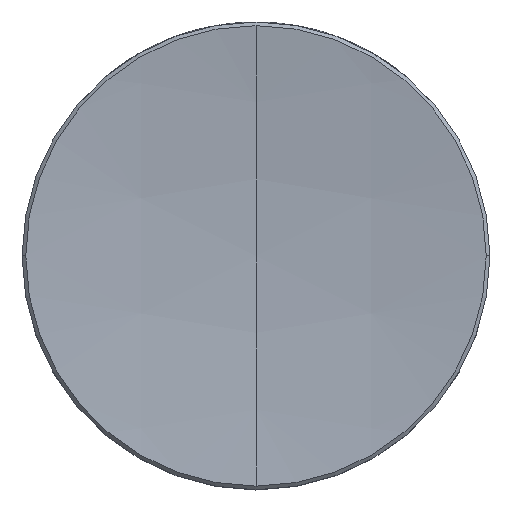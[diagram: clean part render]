
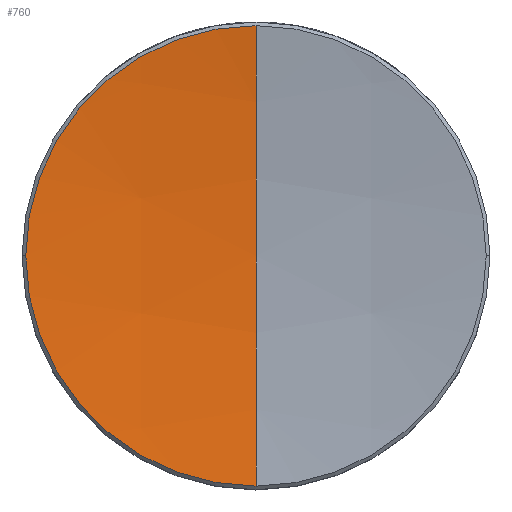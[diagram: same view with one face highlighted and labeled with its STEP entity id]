
A CAD part, top view. The second image highlights one B-rep face of the part: STEP entity #760.
In plain terms, the highlighted spherical face has radius 100 mm.
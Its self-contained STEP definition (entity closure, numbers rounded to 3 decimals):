
#105 = CARTESIAN_POINT ( 'NONE',  ( 0., 0., 103. ) ) ;
#140 = AXIS2_PLACEMENT_3D ( 'NONE', #105, #1513, #1804 ) ;
#232 = VERTEX_POINT ( 'NONE', #2204 ) ;
#269 = DIRECTION ( 'NONE',  ( 0., 1., 0. ) ) ;
#295 = CIRCLE ( 'NONE', #3341, 12.501 ) ;
#463 = DIRECTION ( 'NONE',  ( 0., 0., 1. ) ) ;
#704 = AXIS2_PLACEMENT_3D ( 'NONE', #1956, #3070, #269 ) ;
#708 = DIRECTION ( 'NONE',  ( 0., 0., 1. ) ) ;
#716 = ORIENTED_EDGE ( 'NONE', *, *, #3308, .F. ) ;
#760 = ADVANCED_FACE ( 'NONE', ( #2561 ), #3577, .F. ) ;
#1012 = EDGE_CURVE ( 'NONE', #3312, #3054, #295, .T. ) ;
#1076 = CIRCLE ( 'NONE', #140, 100. ) ;
#1240 = EDGE_LOOP ( 'NONE', ( #1979, #1333, #3249, #716 ) ) ;
#1333 = ORIENTED_EDGE ( 'NONE', *, *, #1799, .T. ) ;
#1436 = AXIS2_PLACEMENT_3D ( 'NONE', #3203, #463, #2660 ) ;
#1504 = CARTESIAN_POINT ( 'NONE',  ( 0., 0., 103. ) ) ;
#1513 = DIRECTION ( 'NONE',  ( 1., 0., 0. ) ) ;
#1626 = DIRECTION ( 'NONE',  ( 1., 0., 0. ) ) ;
#1799 = EDGE_CURVE ( 'NONE', #3054, #2389, #2604, .T. ) ;
#1804 = DIRECTION ( 'NONE',  ( 0., 1., 0. ) ) ;
#1827 = CARTESIAN_POINT ( 'NONE',  ( -12.501, 0., 3.785 ) ) ;
#1956 = CARTESIAN_POINT ( 'NONE',  ( 0., 0., 103. ) ) ;
#1979 = ORIENTED_EDGE ( 'NONE', *, *, #1012, .T. ) ;
#2204 = CARTESIAN_POINT ( 'NONE',  ( 0., 0., 3. ) ) ;
#2375 = DIRECTION ( 'NONE',  ( -1., 0., 0. ) ) ;
#2389 = VERTEX_POINT ( 'NONE', #2531 ) ;
#2517 = EDGE_CURVE ( 'NONE', #2389, #232, #1076, .T. ) ;
#2531 = CARTESIAN_POINT ( 'NONE',  ( 0., -12.501, 3.785 ) ) ;
#2561 = FACE_OUTER_BOUND ( 'NONE', #1240, .T. ) ;
#2604 = CIRCLE ( 'NONE', #1436, 12.501 ) ;
#2660 = DIRECTION ( 'NONE',  ( 1., 0., 0. ) ) ;
#2846 = CIRCLE ( 'NONE', #3029, 100. ) ;
#3029 = AXIS2_PLACEMENT_3D ( 'NONE', #1504, #2375, #708 ) ;
#3054 = VERTEX_POINT ( 'NONE', #1827 ) ;
#3070 = DIRECTION ( 'NONE',  ( 1., 0., 0. ) ) ;
#3172 = CARTESIAN_POINT ( 'NONE',  ( 0., 12.501, 3.785 ) ) ;
#3203 = CARTESIAN_POINT ( 'NONE',  ( 0., 0., 3.785 ) ) ;
#3249 = ORIENTED_EDGE ( 'NONE', *, *, #2517, .T. ) ;
#3253 = DIRECTION ( 'NONE',  ( 0., 0., 1. ) ) ;
#3308 = EDGE_CURVE ( 'NONE', #3312, #232, #2846, .T. ) ;
#3312 = VERTEX_POINT ( 'NONE', #3172 ) ;
#3341 = AXIS2_PLACEMENT_3D ( 'NONE', #3517, #3253, #1626 ) ;
#3517 = CARTESIAN_POINT ( 'NONE',  ( 0., 0., 3.785 ) ) ;
#3577 = SPHERICAL_SURFACE ( 'NONE', #704, 100. ) ;
